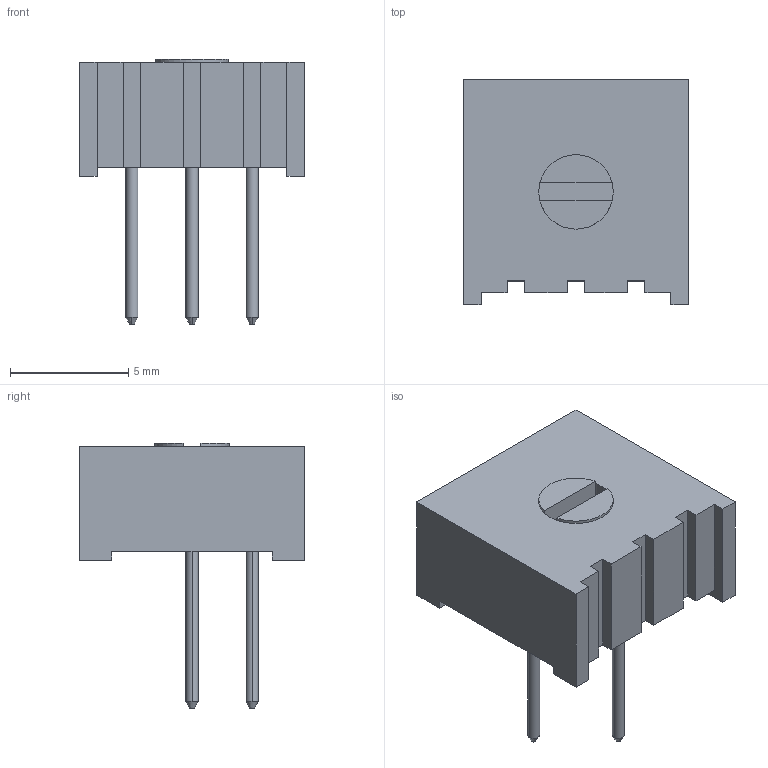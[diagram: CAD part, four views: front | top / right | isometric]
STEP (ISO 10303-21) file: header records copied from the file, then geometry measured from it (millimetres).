
FILE_DESCRIPTION (( 'STEP AP214' ), '1' );
FILE_NAME ('User Library-3386P.STEP', '2021-08-24T10:06:30', ( '' ), ( '' ), 'SwSTEP 2.0', 'SolidWorks 2021', '' );
FILE_SCHEMA (( 'AUTOMOTIVE_DESIGN' ));
Length unit declared in the file: millimetre
Products named in the file (6): Pocket004; Fusion001; Pocket006; User Library-3386P; Fusion002; Fusion
Assembly tree (5 placements, depth 2):
  User Library-3386P
    Pocket004
    Pocket006
    Fusion
    Fusion001
    Fusion002
Bounding box: 9.53 x 9.53 x 11.22 mm (x, y, z)
Volume: 384.6 mm3; surface area: 465.6 mm2
Topology: 5 solids, 5 shells, 61 faces, 150 edges, 100 vertices
Faces by surface type: plane 45, cylinder 10, cone 6
Entity records: 2713 total; most frequent: DIRECTION 324, CARTESIAN_POINT 319, ORIENTED_EDGE 300, EDGE_CURVE 150, VECTOR 114, LINE 114, AXIS2_PLACEMENT_3D 105, VERTEX_POINT 100
